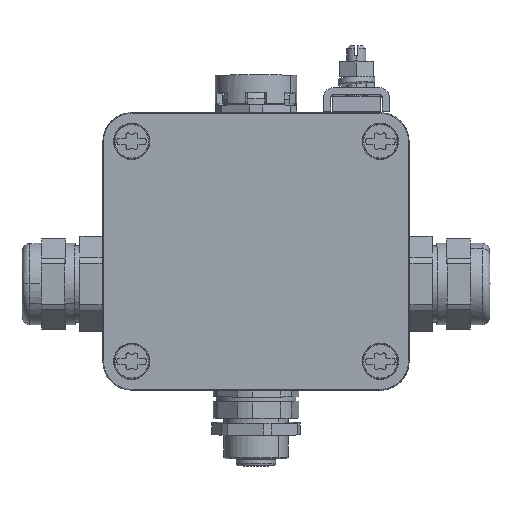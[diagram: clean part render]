
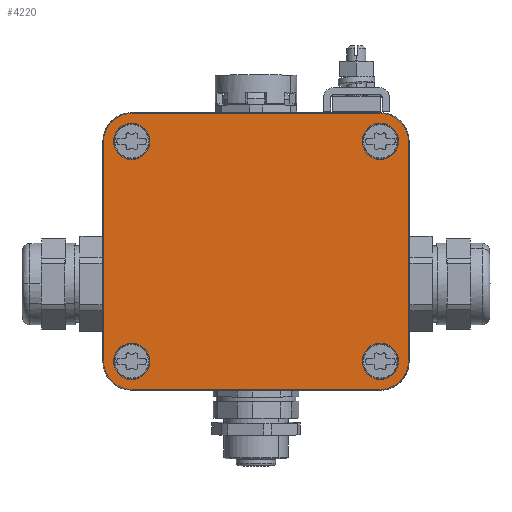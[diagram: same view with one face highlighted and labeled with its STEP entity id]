
A CAD part, top view. The second image highlights one B-rep face of the part: STEP entity #4220.
In plain terms, the highlighted planar face has unit normal (0, 0, 1).
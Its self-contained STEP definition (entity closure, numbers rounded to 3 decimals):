
#4136=AXIS2_PLACEMENT_3D('Plane Axis2P3D',#4133,#4134,#4135) ;
#4150=AXIS2_PLACEMENT_3D('Circle Axis2P3D',#4148,#4149,$) ;
#4159=AXIS2_PLACEMENT_3D('Circle Axis2P3D',#4157,#4158,$) ;
#4168=AXIS2_PLACEMENT_3D('Circle Axis2P3D',#4166,#4167,$) ;
#4177=AXIS2_PLACEMENT_3D('Circle Axis2P3D',#4175,#4176,$) ;
#4186=AXIS2_PLACEMENT_3D('Circle Axis2P3D',#4184,#4185,$) ;
#4195=AXIS2_PLACEMENT_3D('Circle Axis2P3D',#4193,#4194,$) ;
#4204=AXIS2_PLACEMENT_3D('Circle Axis2P3D',#4202,#4203,$) ;
#4213=AXIS2_PLACEMENT_3D('Circle Axis2P3D',#4211,#4212,$) ;
#3015=CARTESIAN_POINT('Line Origine',(17.032,44.868,34.)) ;
#3019=CARTESIAN_POINT('Vertex',(17.032,21.972,34.)) ;
#3021=CARTESIAN_POINT('Vertex',(17.032,67.765,34.)) ;
#3048=CARTESIAN_POINT('Control Point',(17.032,67.765,34.)) ;
#3049=CARTESIAN_POINT('Control Point',(17.032,69.649,34.)) ;
#3050=CARTESIAN_POINT('Control Point',(17.77,71.536,34.)) ;
#3051=CARTESIAN_POINT('Control Point',(19.26,73.026,34.)) ;
#3052=CARTESIAN_POINT('Control Point',(21.147,73.764,34.)) ;
#3053=CARTESIAN_POINT('Control Point',(23.031,73.764,34.)) ;
#3054=CARTESIAN_POINT('Vertex',(23.031,73.764,34.)) ;
#3075=CARTESIAN_POINT('Line Origine',(48.928,73.764,34.)) ;
#3079=CARTESIAN_POINT('Vertex',(74.824,73.764,34.)) ;
#3101=CARTESIAN_POINT('Control Point',(80.823,67.765,34.)) ;
#3102=CARTESIAN_POINT('Control Point',(80.823,69.649,34.)) ;
#3103=CARTESIAN_POINT('Control Point',(80.085,71.536,34.)) ;
#3104=CARTESIAN_POINT('Control Point',(78.595,73.026,34.)) ;
#3105=CARTESIAN_POINT('Control Point',(76.708,73.764,34.)) ;
#3106=CARTESIAN_POINT('Control Point',(74.824,73.764,34.)) ;
#3107=CARTESIAN_POINT('Vertex',(80.823,67.765,34.)) ;
#3128=CARTESIAN_POINT('Line Origine',(80.823,44.868,34.)) ;
#3132=CARTESIAN_POINT('Vertex',(80.823,21.972,34.)) ;
#3154=CARTESIAN_POINT('Control Point',(74.824,15.973,34.)) ;
#3155=CARTESIAN_POINT('Control Point',(76.708,15.973,34.)) ;
#3156=CARTESIAN_POINT('Control Point',(78.595,16.711,34.)) ;
#3157=CARTESIAN_POINT('Control Point',(80.085,18.201,34.)) ;
#3158=CARTESIAN_POINT('Control Point',(80.823,20.088,34.)) ;
#3159=CARTESIAN_POINT('Control Point',(80.823,21.972,34.)) ;
#3160=CARTESIAN_POINT('Vertex',(74.824,15.973,34.)) ;
#3181=CARTESIAN_POINT('Line Origine',(48.928,15.973,34.)) ;
#3185=CARTESIAN_POINT('Vertex',(23.031,15.973,34.)) ;
#3207=CARTESIAN_POINT('Control Point',(23.031,15.973,34.)) ;
#3208=CARTESIAN_POINT('Control Point',(21.147,15.973,34.)) ;
#3209=CARTESIAN_POINT('Control Point',(19.26,16.711,34.)) ;
#3210=CARTESIAN_POINT('Control Point',(17.77,18.201,34.)) ;
#3211=CARTESIAN_POINT('Control Point',(17.032,20.088,34.)) ;
#3212=CARTESIAN_POINT('Control Point',(17.032,21.972,34.)) ;
#4133=CARTESIAN_POINT('Axis2P3D Location',(80.823,24.868,34.)) ;
#4148=CARTESIAN_POINT('Axis2P3D Location',(22.928,21.868,34.)) ;
#4152=CARTESIAN_POINT('Vertex',(19.609,23.681,34.)) ;
#4154=CARTESIAN_POINT('Vertex',(26.246,20.056,34.)) ;
#4157=CARTESIAN_POINT('Axis2P3D Location',(22.928,21.868,34.)) ;
#4166=CARTESIAN_POINT('Axis2P3D Location',(74.928,21.868,34.)) ;
#4170=CARTESIAN_POINT('Vertex',(71.609,23.681,34.)) ;
#4172=CARTESIAN_POINT('Vertex',(78.246,20.056,34.)) ;
#4175=CARTESIAN_POINT('Axis2P3D Location',(74.928,21.868,34.)) ;
#4184=CARTESIAN_POINT('Axis2P3D Location',(74.928,67.868,34.)) ;
#4188=CARTESIAN_POINT('Vertex',(78.246,66.056,34.)) ;
#4190=CARTESIAN_POINT('Vertex',(71.609,69.681,34.)) ;
#4193=CARTESIAN_POINT('Axis2P3D Location',(74.928,67.868,34.)) ;
#4202=CARTESIAN_POINT('Axis2P3D Location',(22.928,67.868,34.)) ;
#4206=CARTESIAN_POINT('Vertex',(19.609,69.681,34.)) ;
#4208=CARTESIAN_POINT('Vertex',(26.246,66.056,34.)) ;
#4211=CARTESIAN_POINT('Axis2P3D Location',(22.928,67.868,34.)) ;
#3016=DIRECTION('Vector Direction',(0.,1.,0.)) ;
#3076=DIRECTION('Vector Direction',(-1.,0.,0.)) ;
#3129=DIRECTION('Vector Direction',(0.,1.,0.)) ;
#3182=DIRECTION('Vector Direction',(-1.,0.,0.)) ;
#4134=DIRECTION('Axis2P3D Direction',(0.,0.,-1.)) ;
#4135=DIRECTION('Axis2P3D XDirection',(-1.,0.,0.)) ;
#4149=DIRECTION('Axis2P3D Direction',(0.,0.,-1.)) ;
#4158=DIRECTION('Axis2P3D Direction',(0.,0.,-1.)) ;
#4167=DIRECTION('Axis2P3D Direction',(0.,0.,-1.)) ;
#4176=DIRECTION('Axis2P3D Direction',(0.,0.,-1.)) ;
#4185=DIRECTION('Axis2P3D Direction',(0.,0.,-1.)) ;
#4194=DIRECTION('Axis2P3D Direction',(0.,0.,-1.)) ;
#4203=DIRECTION('Axis2P3D Direction',(0.,0.,-1.)) ;
#4212=DIRECTION('Axis2P3D Direction',(0.,0.,-1.)) ;
#3017=VECTOR('Line Direction',#3016,1.) ;
#3077=VECTOR('Line Direction',#3076,1.) ;
#3130=VECTOR('Line Direction',#3129,1.) ;
#3183=VECTOR('Line Direction',#3182,1.) ;
#4139=ORIENTED_EDGE('',*,*,#3134,.T.) ;
#4140=ORIENTED_EDGE('',*,*,#3109,.F.) ;
#4141=ORIENTED_EDGE('',*,*,#3081,.T.) ;
#4142=ORIENTED_EDGE('',*,*,#3056,.F.) ;
#4143=ORIENTED_EDGE('',*,*,#3023,.F.) ;
#4144=ORIENTED_EDGE('',*,*,#3213,.F.) ;
#4145=ORIENTED_EDGE('',*,*,#3187,.F.) ;
#4146=ORIENTED_EDGE('',*,*,#3162,.F.) ;
#4163=ORIENTED_EDGE('',*,*,#4156,.F.) ;
#4164=ORIENTED_EDGE('',*,*,#4161,.F.) ;
#4181=ORIENTED_EDGE('',*,*,#4174,.F.) ;
#4182=ORIENTED_EDGE('',*,*,#4179,.F.) ;
#4199=ORIENTED_EDGE('',*,*,#4192,.F.) ;
#4200=ORIENTED_EDGE('',*,*,#4197,.F.) ;
#4217=ORIENTED_EDGE('',*,*,#4210,.F.) ;
#4218=ORIENTED_EDGE('',*,*,#4215,.F.) ;
#4165=FACE_BOUND('',#4162,.T.) ;
#4183=FACE_BOUND('',#4180,.T.) ;
#4201=FACE_BOUND('',#4198,.T.) ;
#4219=FACE_BOUND('',#4216,.T.) ;
#4220=ADVANCED_FACE('FBcon',(#4147,#4165,#4183,#4201,#4219),#4137,.F.) ;
#3047=B_SPLINE_CURVE_WITH_KNOTS('',5,(#3048,#3049,#3050,#3051,#3052,#3053),.UNSPECIFIED.,.F.,.U.,(6,6),(0.,13.327),.UNSPECIFIED.) ;
#3100=B_SPLINE_CURVE_WITH_KNOTS('',5,(#3101,#3102,#3103,#3104,#3105,#3106),.UNSPECIFIED.,.F.,.U.,(6,6),(0.,13.327),.UNSPECIFIED.) ;
#3153=B_SPLINE_CURVE_WITH_KNOTS('',5,(#3154,#3155,#3156,#3157,#3158,#3159),.UNSPECIFIED.,.F.,.U.,(6,6),(0.,13.327),.UNSPECIFIED.) ;
#3206=B_SPLINE_CURVE_WITH_KNOTS('',5,(#3207,#3208,#3209,#3210,#3211,#3212),.UNSPECIFIED.,.F.,.U.,(6,6),(0.,13.327),.UNSPECIFIED.) ;
#4151=CIRCLE('generated circle',#4150,3.781) ;
#4160=CIRCLE('generated circle',#4159,3.781) ;
#4169=CIRCLE('generated circle',#4168,3.781) ;
#4178=CIRCLE('generated circle',#4177,3.781) ;
#4187=CIRCLE('generated circle',#4186,3.781) ;
#4196=CIRCLE('generated circle',#4195,3.781) ;
#4205=CIRCLE('generated circle',#4204,3.781) ;
#4214=CIRCLE('generated circle',#4213,3.781) ;
#3023=EDGE_CURVE('',#3020,#3022,#3018,.T.) ;
#3056=EDGE_CURVE('',#3022,#3055,#3047,.T.) ;
#3081=EDGE_CURVE('',#3080,#3055,#3078,.T.) ;
#3109=EDGE_CURVE('',#3080,#3108,#3100,.F.) ;
#3134=EDGE_CURVE('',#3133,#3108,#3131,.T.) ;
#3162=EDGE_CURVE('',#3133,#3161,#3153,.F.) ;
#3187=EDGE_CURVE('',#3161,#3186,#3184,.T.) ;
#3213=EDGE_CURVE('',#3186,#3020,#3206,.T.) ;
#4156=EDGE_CURVE('',#4153,#4155,#4151,.F.) ;
#4161=EDGE_CURVE('',#4155,#4153,#4160,.F.) ;
#4174=EDGE_CURVE('',#4171,#4173,#4169,.F.) ;
#4179=EDGE_CURVE('',#4173,#4171,#4178,.F.) ;
#4192=EDGE_CURVE('',#4189,#4191,#4187,.F.) ;
#4197=EDGE_CURVE('',#4191,#4189,#4196,.F.) ;
#4210=EDGE_CURVE('',#4207,#4209,#4205,.F.) ;
#4215=EDGE_CURVE('',#4209,#4207,#4214,.F.) ;
#4138=EDGE_LOOP('',(#4139,#4140,#4141,#4142,#4143,#4144,#4145,#4146)) ;
#4162=EDGE_LOOP('',(#4163,#4164)) ;
#4180=EDGE_LOOP('',(#4181,#4182)) ;
#4198=EDGE_LOOP('',(#4199,#4200)) ;
#4216=EDGE_LOOP('',(#4217,#4218)) ;
#4147=FACE_OUTER_BOUND('',#4138,.T.) ;
#3018=LINE('Line',#3015,#3017) ;
#3078=LINE('Line',#3075,#3077) ;
#3131=LINE('Line',#3128,#3130) ;
#3184=LINE('Line',#3181,#3183) ;
#4137=PLANE('',#4136) ;
#3020=VERTEX_POINT('',#3019) ;
#3022=VERTEX_POINT('',#3021) ;
#3055=VERTEX_POINT('',#3054) ;
#3080=VERTEX_POINT('',#3079) ;
#3108=VERTEX_POINT('',#3107) ;
#3133=VERTEX_POINT('',#3132) ;
#3161=VERTEX_POINT('',#3160) ;
#3186=VERTEX_POINT('',#3185) ;
#4153=VERTEX_POINT('',#4152) ;
#4155=VERTEX_POINT('',#4154) ;
#4171=VERTEX_POINT('',#4170) ;
#4173=VERTEX_POINT('',#4172) ;
#4189=VERTEX_POINT('',#4188) ;
#4191=VERTEX_POINT('',#4190) ;
#4207=VERTEX_POINT('',#4206) ;
#4209=VERTEX_POINT('',#4208) ;
